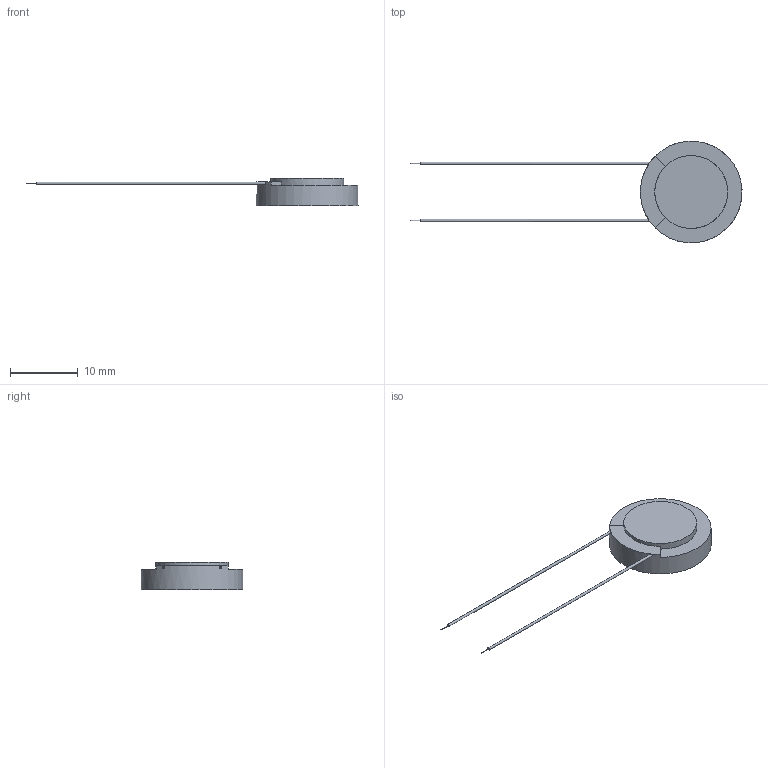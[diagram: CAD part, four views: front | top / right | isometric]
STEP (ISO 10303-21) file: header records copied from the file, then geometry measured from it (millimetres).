
FILE_DESCRIPTION(/* description */ ('Alibre Inc.'),/* implementation_level */ '2;1');
FILE_NAME(/* name */ 'export0',/* time_stamp */ '2018-11-01T08:06:20-05:00',/* author */ (''),/* organization */ (''),/* preprocessor_version */ 'ST-DEVELOPER v17',/* originating_system */ 'Alibre',/* authorisation */ '');
FILE_SCHEMA (('CONFIG_CONTROL_DESIGN'));
Length unit declared in the file: millimetre
Products named in the file (1): ID_1
Bounding box: 48.99 x 14.98 x 4 mm (x, y, z)
Volume: 615.1 mm3; surface area: 619.9 mm2
Topology: 1 solids, 1 shells, 18 faces, 35 edges, 24 vertices
Faces by surface type: plane 11, cylinder 7
Full cylindrical faces by diameter (mm): 0.088 x2, 0.368 x2, 10.75 x1, 11 x1, 15 x1
Entity records: 534 total; most frequent: CARTESIAN_POINT 128, DIRECTION 61, ORIENTED_EDGE 48, AXIS2_PLACEMENT_3D 32, EDGE_LOOP 30, FACE_BOUND 30, EDGE_CURVE 24, VERTEX_POINT 20
